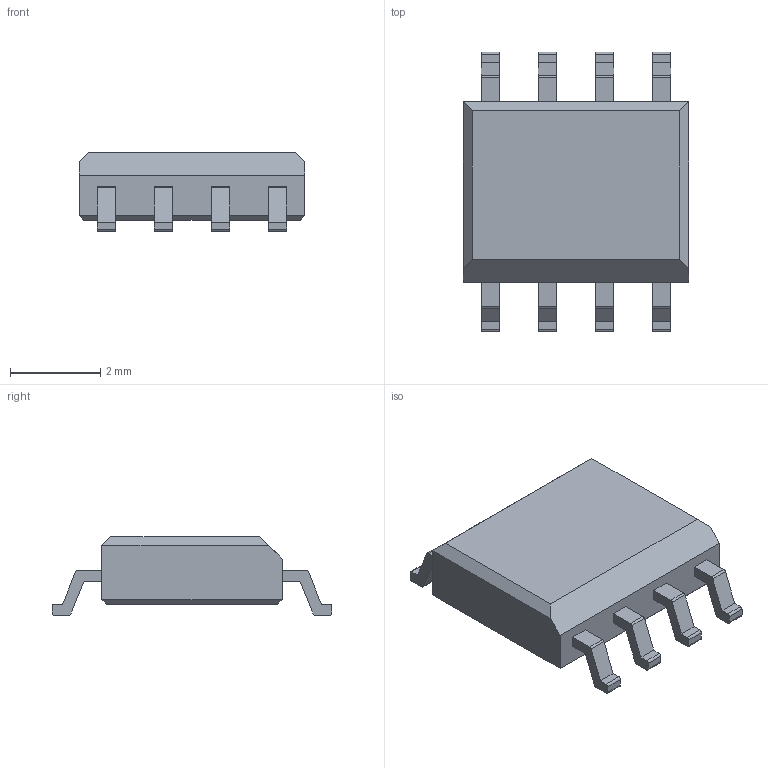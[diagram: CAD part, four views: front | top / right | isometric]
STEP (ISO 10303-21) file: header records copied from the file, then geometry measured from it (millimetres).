
FILE_DESCRIPTION(('FreeCAD Model'),'2;1');
FILE_NAME('SOIC8.step' ,'2018-12-28T19:33:10',('Author'),(''), 'Open CASCADE STEP processor 7.2','FreeCAD','Unknown');
FILE_SCHEMA(('AUTOMOTIVE_DESIGN_CC2 { 1 2 10303 214 -1 1 5 4 }'));
Length unit declared in the file: millimetre
Products named in the file (3): Patas; Array; Chamfer004
Bounding box: 5 x 6.2 x 1.75 mm (x, y, z)
Volume: 30.3 mm3; surface area: 80.8 mm2
Topology: 9 solids, 9 shells, 134 faces, 342 edges, 226 vertices
Faces by surface type: plane 94, cylinder 40
Entity records: 8704 total; most frequent: CARTESIAN_POINT 1627, DIRECTION 1336, LINE 866, VECTOR 866, ORIENTED_EDGE 684, PCURVE 684, DEFINITIONAL_REPRESENTATION 684, EDGE_CURVE 342
